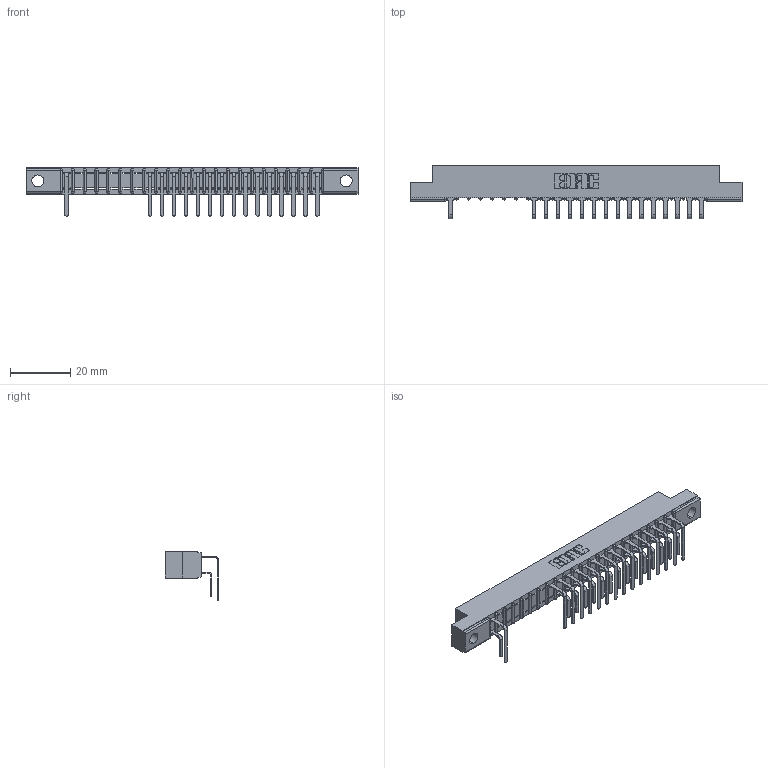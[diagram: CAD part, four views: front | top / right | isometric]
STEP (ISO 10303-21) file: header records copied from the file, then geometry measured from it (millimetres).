
FILE_DESCRIPTION (( 'STEP AP203' ), '1' );
FILE_NAME ('307-022-559-102.STEP', '2018-08-04T03:30:48', ( '' ), ( '' ), 'SwSTEP 2.0', 'SolidWorks 2016', '' );
FILE_SCHEMA (( 'CONFIG_CONTROL_DESIGN' ));
Length unit declared in the file: inch
Products named in the file (4): 307 Part_.128 Dia Mounting Holes; 307-290-001_558 559 - 1 (Single); 307-290-001_559 - 2 (Single); 307-022-559-102
Assembly tree (32 placements, depth 2):
  307-022-559-102
    307 Part_.128 Dia Mounting Holes
    307-290-001_558 559 - 1 (Single)  x15
    307-290-001_559 - 2 (Single)  x16
Bounding box: 110.19 x 17.69 x 16.08 mm (x, y, z)
Volume: 7090.2 mm3; surface area: 12159.5 mm2
Topology: 32 solids, 32 shells, 1821 faces, 5141 edges, 3322 vertices
Faces by surface type: plane 1171, cylinder 604, sphere 46
Entity records: 23063 total; most frequent: CARTESIAN_POINT 3835, ORIENTED_EDGE 3810, DIRECTION 3751, EDGE_CURVE 1905, LINE 1451, VECTOR 1451, VERTEX_POINT 1234, AXIS2_PLACEMENT_3D 1150
